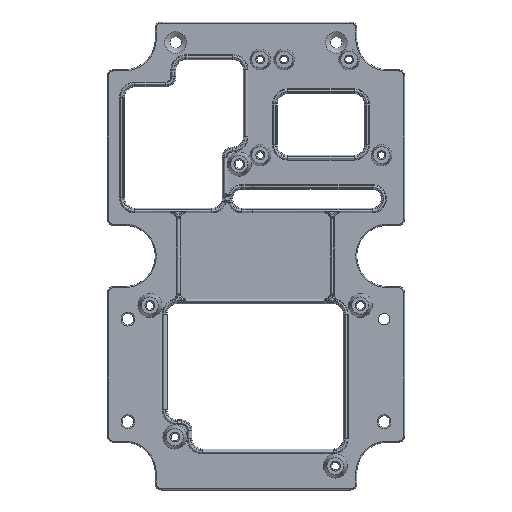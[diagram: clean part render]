
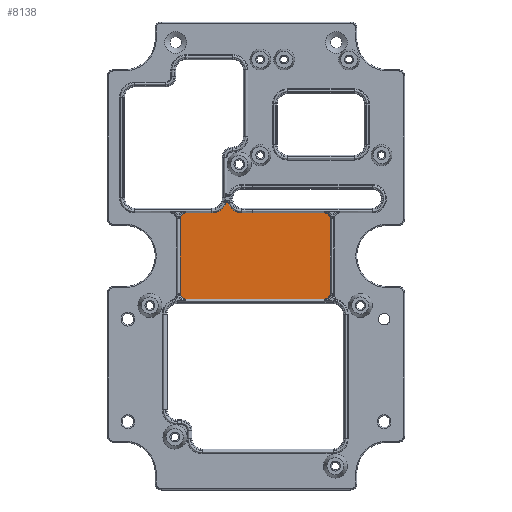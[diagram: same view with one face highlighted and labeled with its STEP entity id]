
A CAD part, top view. The second image highlights one B-rep face of the part: STEP entity #8138.
In plain terms, the highlighted planar face has unit normal (0, 0, 1).
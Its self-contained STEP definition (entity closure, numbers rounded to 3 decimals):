
#181=PLANE('',#8864);
#326=LINE('',#13106,#843);
#327=LINE('',#13126,#844);
#328=LINE('',#13146,#845);
#377=LINE('',#13453,#894);
#378=LINE('',#13457,#895);
#379=LINE('',#13461,#896);
#380=LINE('',#13465,#897);
#381=LINE('',#13466,#898);
#843=VECTOR('',#10183,10.);
#844=VECTOR('',#10198,10.);
#845=VECTOR('',#10213,10.);
#894=VECTOR('',#10404,10.);
#895=VECTOR('',#10407,10.);
#896=VECTOR('',#10410,10.);
#897=VECTOR('',#10413,10.);
#898=VECTOR('',#10414,10.);
#1627=FACE_OUTER_BOUND('',#2219,.T.);
#2219=EDGE_LOOP('',(#5773,#5774,#5775,#5776,#5777,#5778,#5779,#5780,#5781,
#5782,#5783,#5784,#5785,#5786,#5787,#5788));
#2825=CIRCLE('',#8783,4.14);
#2827=CIRCLE('',#8785,0.2);
#2830=CIRCLE('',#8789,0.2);
#2832=CIRCLE('',#8792,4.4);
#2893=CIRCLE('',#8865,1.7);
#2894=CIRCLE('',#8866,1.7);
#2895=CIRCLE('',#8867,1.7);
#2896=CIRCLE('',#8868,1.7);
#3524=VERTEX_POINT('',#13102);
#3525=VERTEX_POINT('',#13104);
#3526=VERTEX_POINT('',#13108);
#3527=VERTEX_POINT('',#13120);
#3528=VERTEX_POINT('',#13124);
#3529=VERTEX_POINT('',#13136);
#3530=VERTEX_POINT('',#13140);
#3531=VERTEX_POINT('',#13144);
#3639=VERTEX_POINT('',#13450);
#3640=VERTEX_POINT('',#13452);
#3641=VERTEX_POINT('',#13454);
#3642=VERTEX_POINT('',#13456);
#3643=VERTEX_POINT('',#13458);
#3644=VERTEX_POINT('',#13460);
#3645=VERTEX_POINT('',#13462);
#3646=VERTEX_POINT('',#13464);
#4268=EDGE_CURVE('',#3525,#3524,#326,.T.);
#4270=EDGE_CURVE('',#3526,#3525,#2825,.T.);
#4272=EDGE_CURVE('',#3527,#3526,#2827,.T.);
#4274=EDGE_CURVE('',#3528,#3527,#327,.T.);
#4276=EDGE_CURVE('',#3529,#3528,#2830,.T.);
#4278=EDGE_CURVE('',#3530,#3529,#2832,.T.);
#4280=EDGE_CURVE('',#3531,#3530,#328,.T.);
#4400=EDGE_CURVE('',#3639,#3531,#2893,.T.);
#4401=EDGE_CURVE('',#3640,#3639,#377,.T.);
#4402=EDGE_CURVE('',#3641,#3640,#2894,.T.);
#4403=EDGE_CURVE('',#3642,#3641,#378,.T.);
#4404=EDGE_CURVE('',#3643,#3642,#2895,.T.);
#4405=EDGE_CURVE('',#3644,#3643,#379,.T.);
#4406=EDGE_CURVE('',#3645,#3644,#2896,.T.);
#4407=EDGE_CURVE('',#3646,#3645,#380,.T.);
#4408=EDGE_CURVE('',#3646,#3524,#381,.T.);
#5773=ORIENTED_EDGE('',*,*,#4280,.F.);
#5774=ORIENTED_EDGE('',*,*,#4400,.F.);
#5775=ORIENTED_EDGE('',*,*,#4401,.F.);
#5776=ORIENTED_EDGE('',*,*,#4402,.F.);
#5777=ORIENTED_EDGE('',*,*,#4403,.F.);
#5778=ORIENTED_EDGE('',*,*,#4404,.F.);
#5779=ORIENTED_EDGE('',*,*,#4405,.F.);
#5780=ORIENTED_EDGE('',*,*,#4406,.F.);
#5781=ORIENTED_EDGE('',*,*,#4407,.F.);
#5782=ORIENTED_EDGE('',*,*,#4408,.T.);
#5783=ORIENTED_EDGE('',*,*,#4268,.F.);
#5784=ORIENTED_EDGE('',*,*,#4270,.F.);
#5785=ORIENTED_EDGE('',*,*,#4272,.F.);
#5786=ORIENTED_EDGE('',*,*,#4274,.F.);
#5787=ORIENTED_EDGE('',*,*,#4276,.F.);
#5788=ORIENTED_EDGE('',*,*,#4278,.F.);
#8138=ADVANCED_FACE('',(#1627),#181,.T.);
#8783=AXIS2_PLACEMENT_3D('',#13110,#10188,#10189);
#8785=AXIS2_PLACEMENT_3D('',#13122,#10192,#10193);
#8789=AXIS2_PLACEMENT_3D('',#13138,#10201,#10202);
#8792=AXIS2_PLACEMENT_3D('',#13142,#10207,#10208);
#8864=AXIS2_PLACEMENT_3D('',#13449,#10400,#10401);
#8865=AXIS2_PLACEMENT_3D('',#13451,#10402,#10403);
#8866=AXIS2_PLACEMENT_3D('',#13455,#10405,#10406);
#8867=AXIS2_PLACEMENT_3D('',#13459,#10408,#10409);
#8868=AXIS2_PLACEMENT_3D('',#13463,#10411,#10412);
#10183=DIRECTION('',(1.,0.,0.));
#10188=DIRECTION('center_axis',(0.,0.,1.));
#10189=DIRECTION('ref_axis',(-0.597,-0.803,0.));
#10192=DIRECTION('center_axis',(0.,0.,-1.));
#10193=DIRECTION('ref_axis',(0.597,0.803,0.));
#10198=DIRECTION('',(1.,0.,0.));
#10201=DIRECTION('center_axis',(0.,0.,-1.));
#10202=DIRECTION('ref_axis',(-0.58,0.814,0.));
#10207=DIRECTION('center_axis',(0.,0.,1.));
#10208=DIRECTION('ref_axis',(0.58,-0.814,0.));
#10213=DIRECTION('',(1.,0.,0.));
#10400=DIRECTION('center_axis',(0.,0.,1.));
#10401=DIRECTION('ref_axis',(-1.,0.,0.));
#10402=DIRECTION('center_axis',(0.,0.,-1.));
#10403=DIRECTION('ref_axis',(-0.707,0.707,0.));
#10404=DIRECTION('',(0.,1.,0.));
#10405=DIRECTION('center_axis',(0.,0.,-1.));
#10406=DIRECTION('ref_axis',(-0.707,-0.707,0.));
#10407=DIRECTION('',(-1.,0.,0.));
#10408=DIRECTION('center_axis',(0.,0.,-1.));
#10409=DIRECTION('ref_axis',(0.707,-0.707,0.));
#10410=DIRECTION('',(0.,-1.,0.));
#10411=DIRECTION('center_axis',(0.,0.,-1.));
#10412=DIRECTION('ref_axis',(0.707,0.707,0.));
#10413=DIRECTION('',(1.,0.,0.));
#10414=DIRECTION('',(0.,1.,0.));
#13102=CARTESIAN_POINT('',(-0.992,12.61,12.75));
#13104=CARTESIAN_POINT('',(-4.148,12.61,12.75));
#13106=CARTESIAN_POINT('',(-2.074,12.61,12.75));
#13108=CARTESIAN_POINT('',(-8.113,15.558,12.75));
#13110=CARTESIAN_POINT('Origin',(-4.148,16.75,12.75));
#13120=CARTESIAN_POINT('',(-8.304,15.7,12.75));
#13122=CARTESIAN_POINT('Origin',(-8.304,15.5,12.75));
#13124=CARTESIAN_POINT('',(-8.55,15.7,12.75));
#13126=CARTESIAN_POINT('',(-4.461,15.7,12.75));
#13136=CARTESIAN_POINT('',(-8.739,15.565,12.75));
#13138=CARTESIAN_POINT('Origin',(-8.55,15.5,12.75));
#13140=CARTESIAN_POINT('',(-12.898,12.6,12.75));
#13142=CARTESIAN_POINT('Origin',(-12.898,17.,12.75));
#13144=CARTESIAN_POINT('',(-20.548,12.6,12.75));
#13146=CARTESIAN_POINT('',(-10.274,12.6,12.75));
#13449=CARTESIAN_POINT('Origin',(0.,0.,12.75));
#13450=CARTESIAN_POINT('',(-22.248,10.9,12.75));
#13451=CARTESIAN_POINT('Origin',(-20.548,10.9,12.75));
#13452=CARTESIAN_POINT('',(-22.248,-10.9,12.75));
#13453=CARTESIAN_POINT('',(-22.248,-6.45,12.75));
#13454=CARTESIAN_POINT('',(-20.548,-12.6,12.75));
#13455=CARTESIAN_POINT('Origin',(-20.548,-10.9,12.75));
#13456=CARTESIAN_POINT('',(20.052,-12.6,12.75));
#13457=CARTESIAN_POINT('',(11.276,-12.6,12.75));
#13458=CARTESIAN_POINT('',(21.752,-10.9,12.75));
#13459=CARTESIAN_POINT('Origin',(20.052,-10.9,12.75));
#13460=CARTESIAN_POINT('',(21.752,10.9,12.75));
#13461=CARTESIAN_POINT('',(21.752,6.45,12.75));
#13462=CARTESIAN_POINT('',(20.052,12.6,12.75));
#13463=CARTESIAN_POINT('Origin',(20.052,10.9,12.75));
#13464=CARTESIAN_POINT('',(-0.992,12.6,12.75));
#13465=CARTESIAN_POINT('',(-17.75,12.6,12.75));
#13466=CARTESIAN_POINT('',(-0.992,9.093,12.75));
